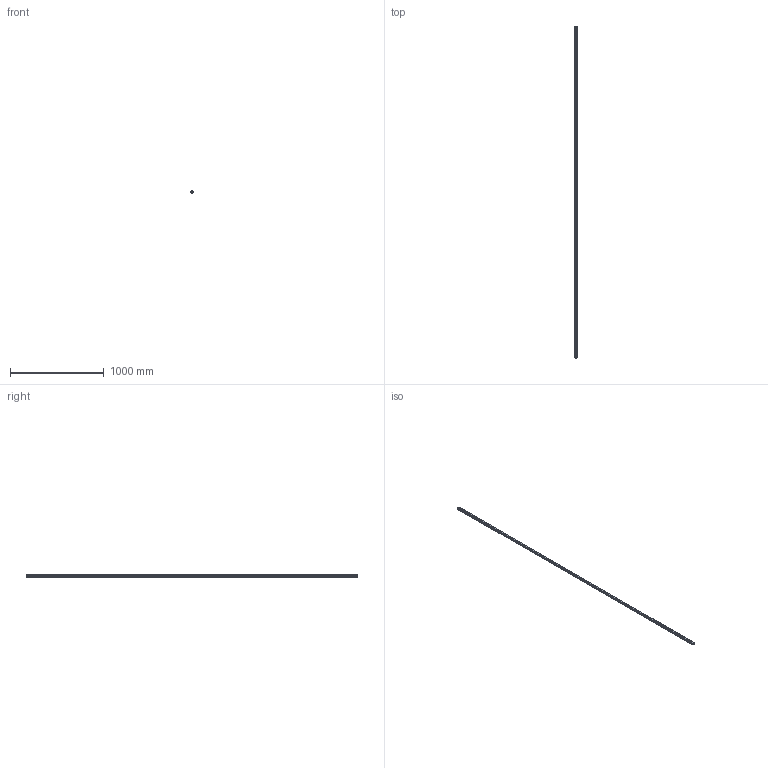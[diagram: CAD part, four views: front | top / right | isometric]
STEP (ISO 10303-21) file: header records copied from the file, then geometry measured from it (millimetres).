
FILE_DESCRIPTION(('STEP AP214'),'1');
FILE_NAME('cctmp_3E535BF9-7AEA-4F49-9E81-64B7D9E19D14_2020_6_9_14_38_0_932..stp','2020-06-09T12:38:01',('HIWIN GmbH'),('CADClick - www.CADClick.com'),'Spatial InterOp 3D',' ','unknown authorization');
FILE_SCHEMA(('AUTOMOTIVE_DESIGN'));
Length unit declared in the file: millimetre
Products named in the file (1): HGR25R3550H_FILE
Bounding box: 23 x 3550 x 22 mm (x, y, z)
Volume: 1476072 mm3; surface area: 364386.1 mm2
Topology: 1 solids, 1 shells, 819 faces, 2085 edges, 1390 vertices
Faces by surface type: plane 443, cylinder 376
Entity records: 31979 total; most frequent: DIRECTION 4949, CARTESIAN_POINT 4295, ORIENTED_EDGE 4170, EDGE_CURVE 2085, AXIS2_PLACEMENT_3D 2044, VERTEX_POINT 1390, CIRCLE 988, EDGE_LOOP 941
